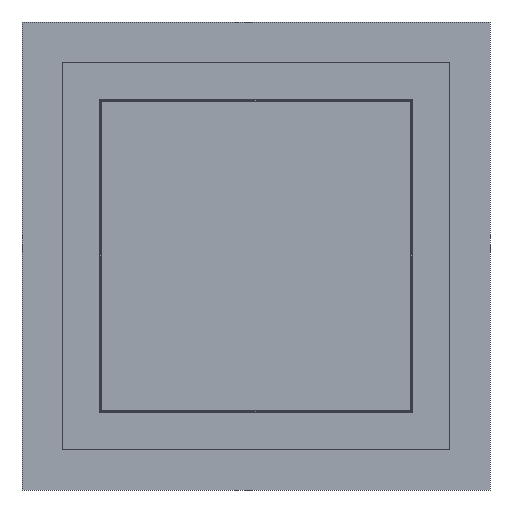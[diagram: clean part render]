
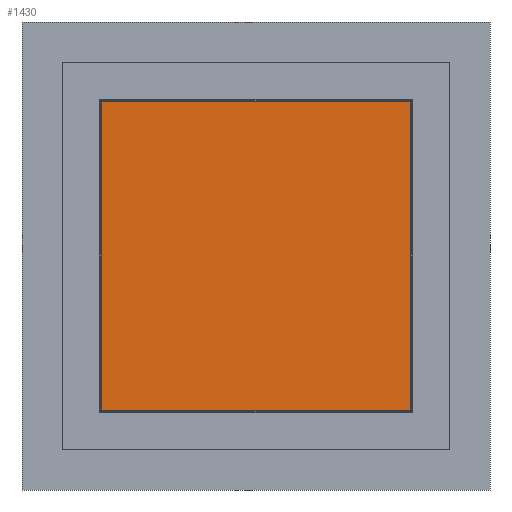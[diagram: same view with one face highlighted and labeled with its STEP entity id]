
A CAD part, front view. The second image highlights one B-rep face of the part: STEP entity #1430.
In plain terms, the highlighted planar face has unit normal (0, -1, 0).
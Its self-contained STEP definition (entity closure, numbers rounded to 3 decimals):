
#1315=DIRECTION('',(1.,0.,0.));
#1316=VECTOR('',#1315,200.);
#1317=CARTESIAN_POINT('',(-100.,-1.8,100.));
#1318=LINE('',#1317,#1316);
#1319=DIRECTION('',(0.,0.,-1.));
#1320=VECTOR('',#1319,200.);
#1321=CARTESIAN_POINT('',(100.,-1.8,100.));
#1322=LINE('',#1321,#1320);
#1323=DIRECTION('',(-1.,0.,0.));
#1324=VECTOR('',#1323,200.);
#1325=CARTESIAN_POINT('',(100.,-1.8,-100.));
#1326=LINE('',#1325,#1324);
#1327=DIRECTION('',(0.,0.,1.));
#1328=VECTOR('',#1327,200.);
#1329=CARTESIAN_POINT('',(-100.,-1.8,-100.));
#1330=LINE('',#1329,#1328);
#1332=CARTESIAN_POINT('',(-100.,-1.8,100.));
#1334=VERTEX_POINT('',#1332);
#1336=CARTESIAN_POINT('',(100.,-1.8,100.));
#1338=VERTEX_POINT('',#1336);
#1340=CARTESIAN_POINT('',(100.,-1.8,-100.));
#1342=VERTEX_POINT('',#1340);
#1344=CARTESIAN_POINT('',(-100.,-1.8,-100.));
#1346=VERTEX_POINT('',#1344);
#1419=CARTESIAN_POINT('',(-151.5,-1.8,100.));
#1420=DIRECTION('',(0.,-1.,0.));
#1421=DIRECTION('',(0.,0.,-1.));
#1422=AXIS2_PLACEMENT_3D('',#1419,#1420,#1421);
#1423=PLANE('',#1422);
#1424=ORIENTED_EDGE('',*,*,#1414,.T.);
#1425=ORIENTED_EDGE('',*,*,#1401,.T.);
#1426=ORIENTED_EDGE('',*,*,#1387,.T.);
#1427=ORIENTED_EDGE('',*,*,#1373,.T.);
#1428=EDGE_LOOP('',(#1424,#1425,#1426,#1427));
#1429=FACE_OUTER_BOUND('',#1428,.F.);
#1430=ADVANCED_FACE('',(#1429),#1423,.T.);
#1373=EDGE_CURVE('',#1346,#1334,#1330,.T.);
#1387=EDGE_CURVE('',#1342,#1346,#1326,.T.);
#1401=EDGE_CURVE('',#1338,#1342,#1322,.T.);
#1414=EDGE_CURVE('',#1334,#1338,#1318,.T.);
